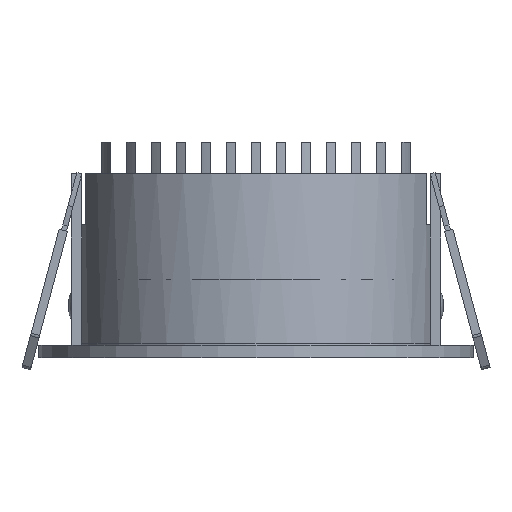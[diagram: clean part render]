
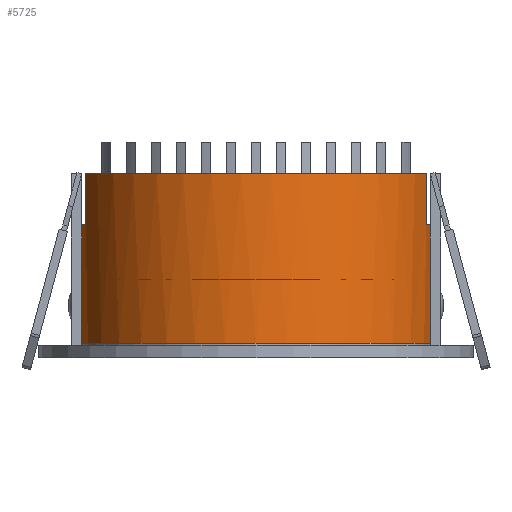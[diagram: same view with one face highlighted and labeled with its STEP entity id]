
A CAD part, front view. The second image highlights one B-rep face of the part: STEP entity #5725.
In plain terms, the highlighted cylindrical face has radius 35 mm (diameter 70 mm), a full revolution.
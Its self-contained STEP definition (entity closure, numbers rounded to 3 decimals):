
#481=FACE_OUTER_BOUND('',#829,.T.);
#829=EDGE_LOOP('',(#4331,#4332,#4333,#4334,#4335,#4336,#4337,#4338,#4339,
#4340,#4341,#4342));
#1190=LINE('',#8731,#1634);
#1196=LINE('',#8749,#1640);
#1246=LINE('',#8902,#1690);
#1250=LINE('',#8909,#1694);
#1251=LINE('',#8913,#1695);
#1634=VECTOR('',#7055,10.);
#1640=VECTOR('',#7065,10.);
#1690=VECTOR('',#7233,10.);
#1694=VECTOR('',#7241,10.);
#1695=VECTOR('',#7248,35.);
#2006=CIRCLE('',#6070,35.);
#2007=CIRCLE('',#6071,35.);
#2047=CIRCLE('',#6142,35.);
#2048=CIRCLE('',#6143,35.);
#2050=CIRCLE('',#6149,35.);
#2069=CIRCLE('',#6205,35.);
#2410=VERTEX_POINT('',#8563);
#2413=VERTEX_POINT('',#8568);
#2414=VERTEX_POINT('',#8570);
#2417=VERTEX_POINT('',#8576);
#2449=VERTEX_POINT('',#8719);
#2450=VERTEX_POINT('',#8721);
#2451=VERTEX_POINT('',#8723);
#2458=VERTEX_POINT('',#8751);
#2493=VERTEX_POINT('',#8893);
#2494=VERTEX_POINT('',#8895);
#2993=EDGE_CURVE('',#2413,#2414,#2006,.T.);
#2997=EDGE_CURVE('',#2417,#2410,#2007,.T.);
#3077=EDGE_CURVE('',#2450,#2449,#2047,.T.);
#3078=EDGE_CURVE('',#2451,#2450,#2048,.T.);
#3082=EDGE_CURVE('',#2449,#2410,#1190,.T.);
#3090=EDGE_CURVE('',#2413,#2451,#1196,.T.);
#3091=EDGE_CURVE('',#2458,#2458,#2050,.T.);
#3158=EDGE_CURVE('',#2494,#2493,#2069,.T.);
#3162=EDGE_CURVE('',#2417,#2494,#1246,.T.);
#3166=EDGE_CURVE('',#2493,#2414,#1250,.T.);
#3168=EDGE_CURVE('',#2450,#2458,#1251,.T.);
#4331=ORIENTED_EDGE('',*,*,#3082,.T.);
#4332=ORIENTED_EDGE('',*,*,#2997,.F.);
#4333=ORIENTED_EDGE('',*,*,#3162,.T.);
#4334=ORIENTED_EDGE('',*,*,#3158,.T.);
#4335=ORIENTED_EDGE('',*,*,#3166,.T.);
#4336=ORIENTED_EDGE('',*,*,#2993,.F.);
#4337=ORIENTED_EDGE('',*,*,#3090,.T.);
#4338=ORIENTED_EDGE('',*,*,#3078,.T.);
#4339=ORIENTED_EDGE('',*,*,#3168,.T.);
#4340=ORIENTED_EDGE('',*,*,#3091,.F.);
#4341=ORIENTED_EDGE('',*,*,#3168,.F.);
#4342=ORIENTED_EDGE('',*,*,#3077,.T.);
#5558=CYLINDRICAL_SURFACE('',#6211,35.);
#5725=ADVANCED_FACE('',(#481),#5558,.T.);
#6070=AXIS2_PLACEMENT_3D('',#8571,#6858,#6859);
#6071=AXIS2_PLACEMENT_3D('',#8578,#6863,#6864);
#6142=AXIS2_PLACEMENT_3D('',#8722,#7045,#7046);
#6143=AXIS2_PLACEMENT_3D('',#8724,#7047,#7048);
#6149=AXIS2_PLACEMENT_3D('',#8752,#7068,#7069);
#6205=AXIS2_PLACEMENT_3D('',#8896,#7226,#7227);
#6211=AXIS2_PLACEMENT_3D('',#8912,#7246,#7247);
#6858=DIRECTION('center_axis',(0.,0.,1.));
#6859=DIRECTION('ref_axis',(1.,0.,0.));
#6863=DIRECTION('center_axis',(0.,0.,1.));
#6864=DIRECTION('ref_axis',(1.,0.,0.));
#7045=DIRECTION('center_axis',(0.,0.,-1.));
#7046=DIRECTION('ref_axis',(1.,0.,0.));
#7047=DIRECTION('center_axis',(0.,0.,-1.));
#7048=DIRECTION('ref_axis',(1.,0.,0.));
#7055=DIRECTION('',(0.,0.,1.));
#7065=DIRECTION('',(0.,0.,-1.));
#7068=DIRECTION('center_axis',(0.,0.,-1.));
#7069=DIRECTION('ref_axis',(1.,0.,0.));
#7226=DIRECTION('center_axis',(0.,0.,-1.));
#7227=DIRECTION('ref_axis',(1.,0.,0.));
#7233=DIRECTION('',(0.,0.,-1.));
#7241=DIRECTION('',(0.,0.,1.));
#7246=DIRECTION('center_axis',(0.,0.,1.));
#7247=DIRECTION('ref_axis',(1.,0.,0.));
#7248=DIRECTION('',(0.,0.,-1.));
#8563=CARTESIAN_POINT('',(-33.308,10.75,36.));
#8568=CARTESIAN_POINT('',(-33.308,-10.75,36.));
#8570=CARTESIAN_POINT('',(33.308,-10.75,36.));
#8571=CARTESIAN_POINT('Origin',(0.,0.,36.));
#8576=CARTESIAN_POINT('',(33.308,10.75,36.));
#8578=CARTESIAN_POINT('Origin',(0.,0.,36.));
#8719=CARTESIAN_POINT('',(-33.308,10.75,26.));
#8721=CARTESIAN_POINT('',(-35.,0.,26.));
#8722=CARTESIAN_POINT('Origin',(0.,0.,26.));
#8723=CARTESIAN_POINT('',(-33.308,-10.75,26.));
#8724=CARTESIAN_POINT('Origin',(0.,0.,26.));
#8731=CARTESIAN_POINT('',(-33.308,10.75,2.4));
#8749=CARTESIAN_POINT('',(-33.308,-10.75,2.4));
#8751=CARTESIAN_POINT('',(-35.,0.,2.858));
#8752=CARTESIAN_POINT('Origin',(0.,0.,2.858));
#8893=CARTESIAN_POINT('',(33.308,-10.75,26.));
#8895=CARTESIAN_POINT('',(33.308,10.75,26.));
#8896=CARTESIAN_POINT('Origin',(0.,0.,26.));
#8902=CARTESIAN_POINT('',(33.308,10.75,2.4));
#8909=CARTESIAN_POINT('',(33.308,-10.75,2.4));
#8912=CARTESIAN_POINT('Origin',(0.,0.,2.4));
#8913=CARTESIAN_POINT('',(-35.,0.,2.4));
